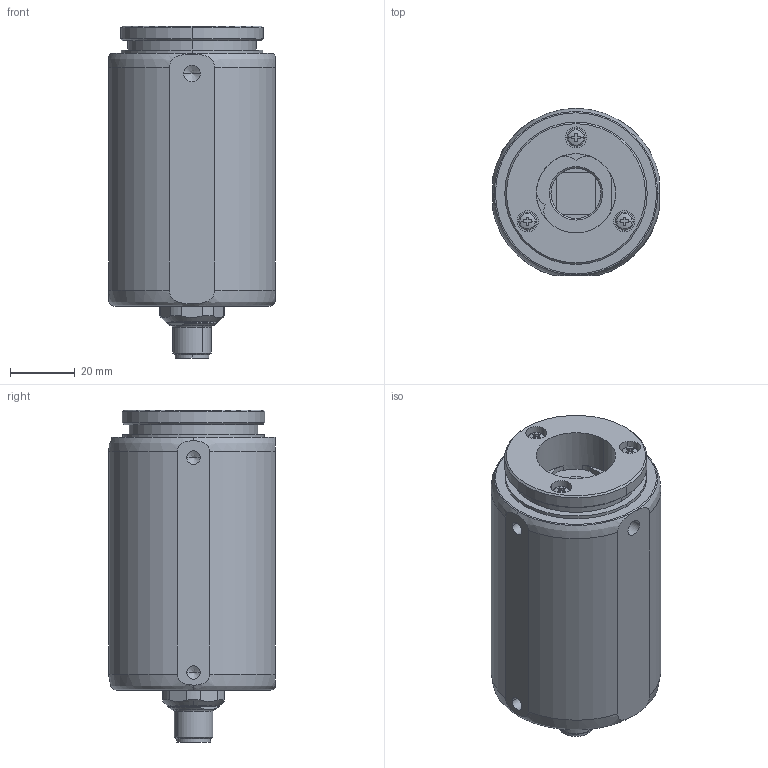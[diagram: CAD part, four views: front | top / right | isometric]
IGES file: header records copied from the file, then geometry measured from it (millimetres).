
Start section:  PTC IGES file: 146776.igs
Global section: file name: 146776.igs; native system: Pro/ENGINEER by Parametric Technology Corporation; preprocessor: 2006170; author: banengservice; organization: Unknown; date: 20090429.125056; units: inch
Bounding box: 51.54 x 51.55 x 102.57 mm (x, y, z)
Volume: 89061.2 mm3; surface area: 43115.4 mm2
Topology: 3 solids, 3 shells, 722 faces, 1751 edges, 1111 vertices
Faces by surface type: revolution 496, bspline 226
